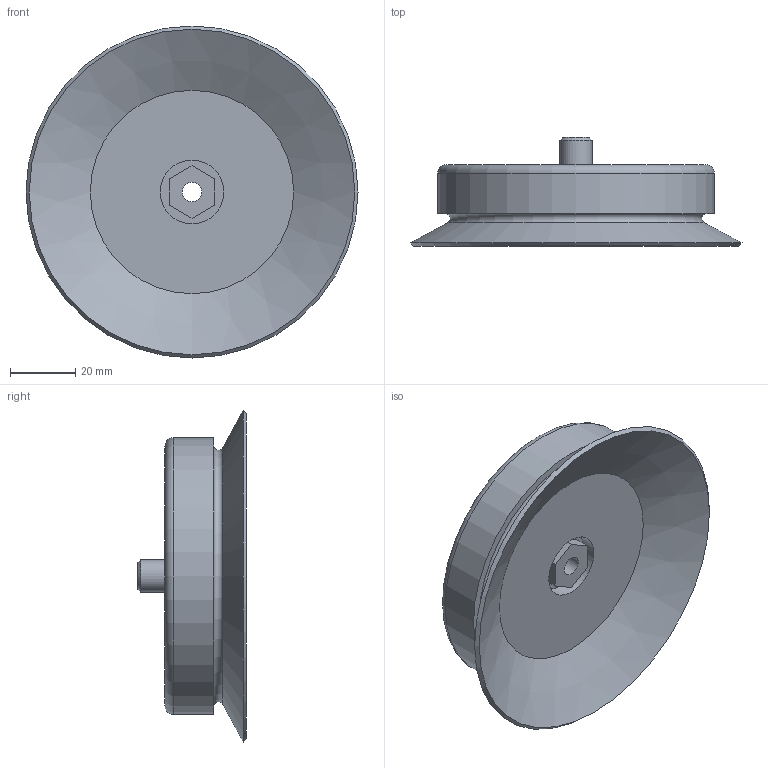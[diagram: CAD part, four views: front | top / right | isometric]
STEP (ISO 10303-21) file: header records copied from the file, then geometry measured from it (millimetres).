
FILE_DESCRIPTION(/* description */ ('STEP AP214'),/* implementation_level */ '2;1');
FILE_NAME(/* name */ '189323_ESS-100-SU',/* time_stamp */ '2024-08-28T08:19:30+02:00',/* author */ ('License CC BY-ND 4.0'),/* organization */ ('CADENAS'),/* preprocessor_version */ 'ST-DEVELOPER v19.3',/* originating_system */ 'PARTsolutions',/* authorisation */ ' ');
FILE_SCHEMA (('AUTOMOTIVE_DESIGN {1 0 10303 214 3 1 1}'));
Length unit declared in the file: millimetre
Products named in the file (1): 189323 ESS-100-SU
Bounding box: 102 x 33.4 x 102 mm (x, y, z)
Volume: 92634 mm3; surface area: 24778.3 mm2
Topology: 1 solids, 1 shells, 22 faces, 43 edges, 27 vertices
Faces by surface type: plane 12, cylinder 4, cone 4, torus 2
Full cylindrical faces by diameter (mm): 6 x1, 10 x1, 19.6 x1, 85 x1
Entity records: 694 total; most frequent: DIRECTION 94, CARTESIAN_POINT 83, ORIENTED_EDGE 66, EDGE_LOOP 38, FACE_BOUND 38, AXIS2_PLACEMENT_3D 38, EDGE_CURVE 33, VERTEX_POINT 27
